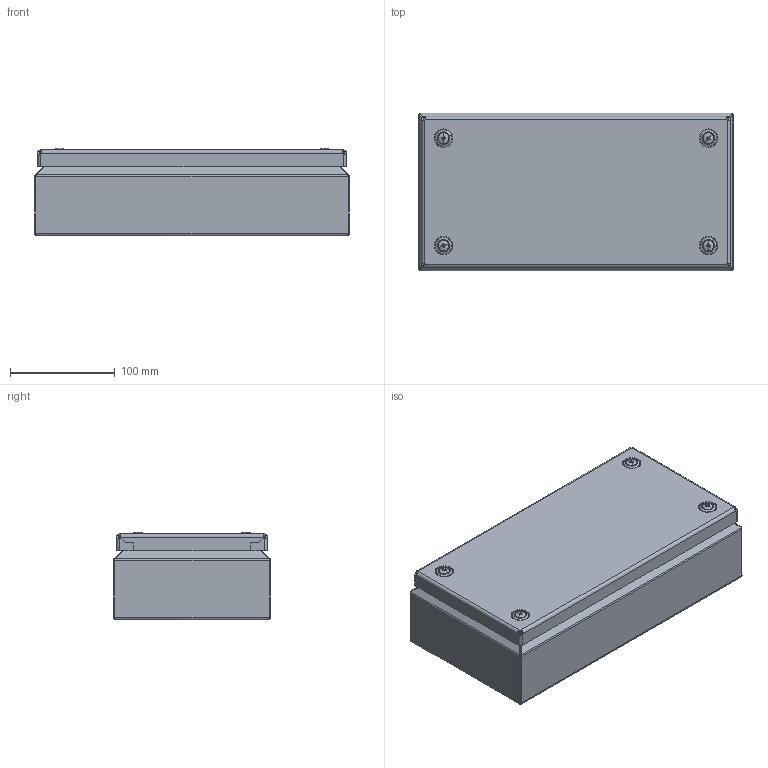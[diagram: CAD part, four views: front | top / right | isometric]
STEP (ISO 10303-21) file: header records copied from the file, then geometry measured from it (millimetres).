
FILE_DESCRIPTION (( 'STEP AP203' ), '1' );
FILE_NAME ('KL-083015.step', '2009-09-16T06:25:24', ( 'Herr Bloch' ), ( '' ), 'SwSTEP 2.0', 'SolidWorks 2007', '' );
FILE_SCHEMA (( 'CONFIG_CONTROL_DESIGN' ));
Length unit declared in the file: millimetre
Products named in the file (14): ENG-02032005160_Deckel 3015; ENG-000138_M5x16; ENG-002461_603; ENG-000098_M5; KL-083015; ENG-002723_10KL-083015; ENG-28022005856_083015; ENG-004917_150 breit; ENG-002846_Deckel kpl.3015; ENG-000487_1697; ENG-004914_Standard; ENGT-000207_DIN 7500 M4x25; ENG-000176_81; KUNSTSTOFF-STOP_Standard
Assembly tree (34 placements, depth 3):
  KL-083015
    ENGT-000207_DIN 7500 M4x25  x4
    ENG-000487_1697  x4
    ENG-000098_M5  x2
    ENG-004914_Standard  x4
    ENG-002723_10KL-083015
      ENG-000138_M5x16  x3
      ENG-004917_150 breit  x2
      ENG-28022005856_083015
    KUNSTSTOFF-STOP_Standard  x4
    ENG-000176_81  x4
    ENG-002846_Deckel kpl.3015
      ENG-02032005160_Deckel 3015
      ENG-000138_M5x16
    ENG-002461_603  x2
Bounding box: 300 x 150 x 83.59 mm (x, y, z)
Volume: 281492.6 mm3; surface area: 383486.2 mm2
Topology: 32 solids, 32 shells, 1507 faces, 3597 edges, 2146 vertices
Faces by surface type: plane 616, cylinder 477, bspline 152, cone 132, torus 86, sphere 44
Entity records: 27937 total; most frequent: CARTESIAN_POINT 8310, ORIENTED_EDGE 3720, DIRECTION 3611, EDGE_CURVE 1860, AXIS2_PLACEMENT_3D 1365, VERTEX_POINT 1092, VECTOR 881, LINE 881
